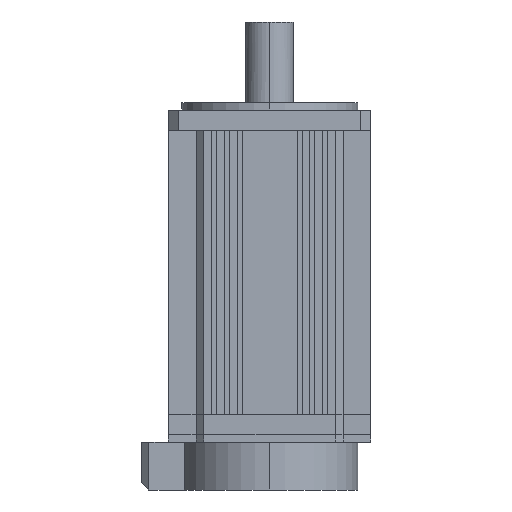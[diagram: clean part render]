
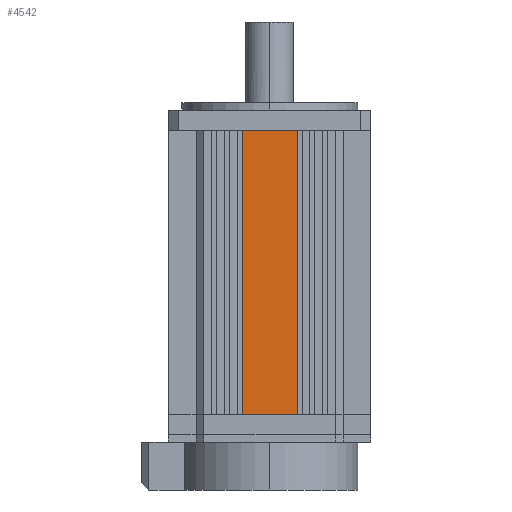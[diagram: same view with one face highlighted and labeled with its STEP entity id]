
A CAD part, left-side view. The second image highlights one B-rep face of the part: STEP entity #4542.
In plain terms, the highlighted planar face has unit normal (-1, 0, 0).
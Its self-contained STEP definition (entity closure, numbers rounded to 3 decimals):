
#350 = CARTESIAN_POINT ( 'NONE',  ( 0., 29.261, -113. ) ) ;
#503 = CARTESIAN_POINT ( 'NONE',  ( 0., 66.4, 0. ) ) ;
#778 = EDGE_CURVE ( 'NONE', #4635, #3862, #7922, .T. ) ;
#825 = VECTOR ( 'NONE', #9400, 1000. ) ;
#1053 = VECTOR ( 'NONE', #4194, 1000. ) ;
#1662 = FACE_OUTER_BOUND ( 'NONE', #8672, .T. ) ;
#1930 = LINE ( 'NONE', #3162, #4340 ) ;
#2314 = CARTESIAN_POINT ( 'NONE',  ( 0., 51.139, -113. ) ) ;
#2745 = DIRECTION ( 'NONE',  ( 0., -1., 0. ) ) ;
#3162 = CARTESIAN_POINT ( 'NONE',  ( 0., 66.4, -113. ) ) ;
#3292 = ORIENTED_EDGE ( 'NONE', *, *, #8569, .T. ) ;
#3501 = VERTEX_POINT ( 'NONE', #4212 ) ;
#3813 = LINE ( 'NONE', #350, #825 ) ;
#3862 = VERTEX_POINT ( 'NONE', #8254 ) ;
#3910 = VECTOR ( 'NONE', #8948, 1000. ) ;
#4190 = PLANE ( 'NONE',  #4455 ) ;
#4194 = DIRECTION ( 'NONE',  ( 0., -1., 0. ) ) ;
#4212 = CARTESIAN_POINT ( 'NONE',  ( 0., 29.261, 0. ) ) ;
#4340 = VECTOR ( 'NONE', #8296, 1000. ) ;
#4455 = AXIS2_PLACEMENT_3D ( 'NONE', #4827, #8612, #2745 ) ;
#4542 = ADVANCED_FACE ( 'NONE', ( #1662 ), #4190, .T. ) ;
#4635 = VERTEX_POINT ( 'NONE', #7913 ) ;
#4827 = CARTESIAN_POINT ( 'NONE',  ( 0., 66.4, -113. ) ) ;
#4954 = LINE ( 'NONE', #503, #1053 ) ;
#5425 = ORIENTED_EDGE ( 'NONE', *, *, #6809, .F. ) ;
#6708 = EDGE_CURVE ( 'NONE', #3501, #7398, #3813, .T. ) ;
#6809 = EDGE_CURVE ( 'NONE', #4635, #3501, #4954, .T. ) ;
#7398 = VERTEX_POINT ( 'NONE', #9118 ) ;
#7732 = ORIENTED_EDGE ( 'NONE', *, *, #778, .T. ) ;
#7913 = CARTESIAN_POINT ( 'NONE',  ( 0., 51.139, 0. ) ) ;
#7922 = LINE ( 'NONE', #2314, #3910 ) ;
#8254 = CARTESIAN_POINT ( 'NONE',  ( 0., 51.139, -113. ) ) ;
#8296 = DIRECTION ( 'NONE',  ( 0., -1., 0. ) ) ;
#8569 = EDGE_CURVE ( 'NONE', #3862, #7398, #1930, .T. ) ;
#8612 = DIRECTION ( 'NONE',  ( -1., 0., 0. ) ) ;
#8672 = EDGE_LOOP ( 'NONE', ( #8992, #5425, #7732, #3292 ) ) ;
#8948 = DIRECTION ( 'NONE',  ( 0., 0., -1. ) ) ;
#8992 = ORIENTED_EDGE ( 'NONE', *, *, #6708, .F. ) ;
#9118 = CARTESIAN_POINT ( 'NONE',  ( 0., 29.261, -113. ) ) ;
#9400 = DIRECTION ( 'NONE',  ( 0., 0., -1. ) ) ;
